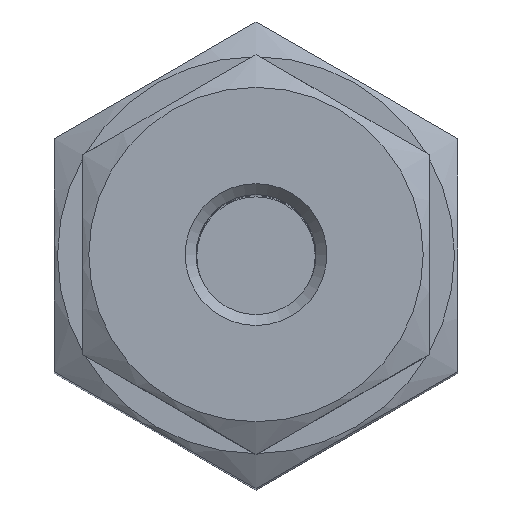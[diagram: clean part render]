
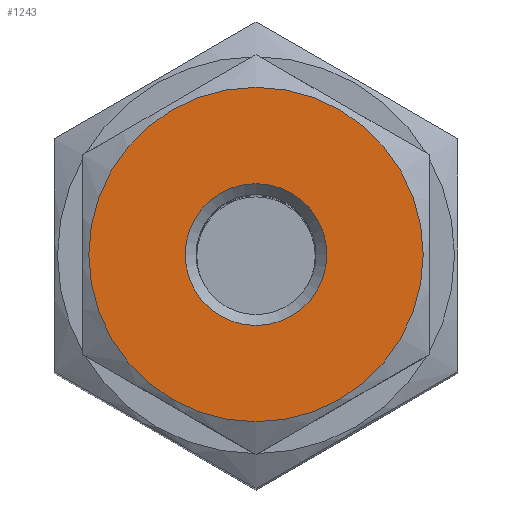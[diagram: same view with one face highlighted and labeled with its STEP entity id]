
A CAD part, top view. The second image highlights one B-rep face of the part: STEP entity #1243.
In plain terms, the highlighted planar face has unit normal (0, 0, 1).
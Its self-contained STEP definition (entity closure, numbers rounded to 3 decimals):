
#1216=CARTESIAN_POINT('',(0.,2.3,35.413));
#1217=DIRECTION('',(0.0,0.0,1.0));
#1218=DIRECTION('',(1.0,0.0,0.0));
#1219=AXIS2_PLACEMENT_3D('',#1216,#1217,#1218);
#1220=PLANE('',#1219);
#1221=CARTESIAN_POINT('',(0.,4.6,35.413));
#1222=VERTEX_POINT('',#1221);
#1223=CARTESIAN_POINT('',(0.,0.,35.413));
#1224=DIRECTION('',(0.0,0.0,-1.0));
#1225=DIRECTION('',(0.0,1.0,0.0));
#1226=AXIS2_PLACEMENT_3D('',#1223,#1224,#1225);
#1227=CIRCLE('',#1226,4.6);
#1228=EDGE_CURVE('',#1222,#1222,#1227,.T.);
#1229=ORIENTED_EDGE('',*,*,#1228,.F.);
#1230=EDGE_LOOP('',(#1229));
#1231=FACE_OUTER_BOUND('',#1230,.T.);
#1232=CARTESIAN_POINT('',(0.,-1.95,35.413));
#1233=VERTEX_POINT('',#1232);
#1234=CARTESIAN_POINT('',(0.,0.,35.413));
#1235=DIRECTION('',(0.0,0.0,1.0));
#1236=DIRECTION('',(0.0,1.0,0.0));
#1237=AXIS2_PLACEMENT_3D('',#1234,#1235,#1236);
#1238=CIRCLE('',#1237,1.95);
#1239=EDGE_CURVE('',#1233,#1233,#1238,.T.);
#1240=ORIENTED_EDGE('',*,*,#1239,.F.);
#1241=EDGE_LOOP('',(#1240));
#1242=FACE_BOUND('',#1241,.T.);
#1243=ADVANCED_FACE('',(#1231,#1242),#1220,.T.);
